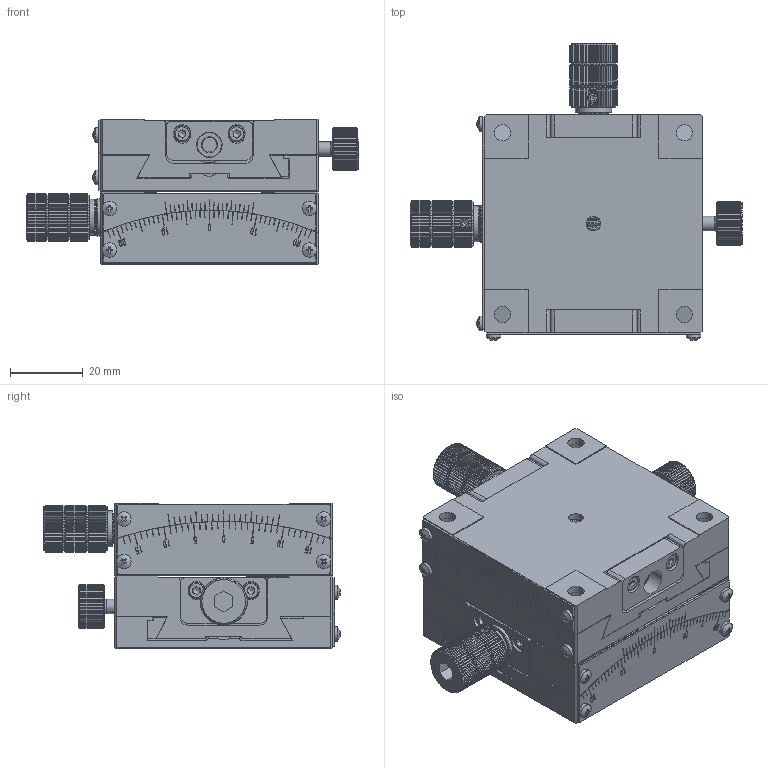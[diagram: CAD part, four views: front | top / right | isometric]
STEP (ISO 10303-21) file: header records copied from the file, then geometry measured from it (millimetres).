
FILE_DESCRIPTION (( 'STEP AP203' ), '1' );
FILE_NAME ('528959.STEP', '2024-11-12T06:43:41', ( 'Windows User' ), ( 'P R C' ), 'SwSTEP 2.0', 'SolidWorks 2020', '' );
FILE_SCHEMA (( 'CONFIG_CONTROL_DESIGN' ));
Products named in the file (1): 528959
Bounding box: 91.39 x 81.63 x 40 mm (x, y, z)
Volume: 138634.6 mm3; surface area: 72553.6 mm2
Topology: 79 solids, 79 shells, 3778 faces, 9886 edges, 6332 vertices
Faces by surface type: plane 1982, cylinder 952, cone 501, bspline 343
Full cylindrical faces by diameter (mm): 1.6 x8, 2 x8, 2.05 x8, 2.1 x10, 2.5 x26, 3 x2, 3.3 x14, 4 x26, 4.2 x1, 4.5 x12, 5 x4, 6.333 x2, 6.5 x4, 7 x5, 8 x8, 8.2 x3, 8.5 x1, 8.667 x1, 8.927 x1, 9 x3, 9.327 x1, 10 x4, 10.3 x2, 11 x2, 12 x2
Entity records: 128283 total; most frequent: CARTESIAN_POINT 40006, ORIENTED_EDGE 18946, DIRECTION 17089, EDGE_CURVE 9473, VERTEX_POINT 6207, AXIS2_PLACEMENT_3D 6040, VECTOR 5009, LINE 5009
